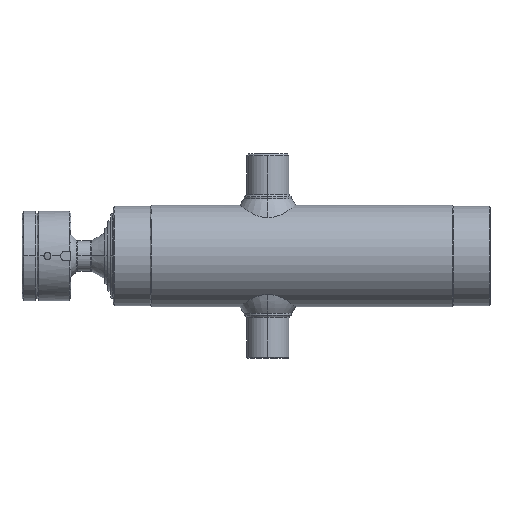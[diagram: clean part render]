
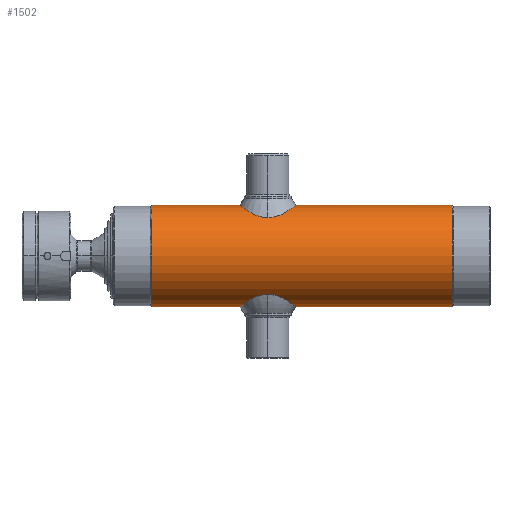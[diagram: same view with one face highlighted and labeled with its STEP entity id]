
A CAD part, left-side view. The second image highlights one B-rep face of the part: STEP entity #1502.
In plain terms, the highlighted cylindrical face has radius 54 mm (diameter 108 mm), a partial arc.
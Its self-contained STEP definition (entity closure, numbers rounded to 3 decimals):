
#66 = CARTESIAN_POINT ( 'NONE',  ( -5.616, 238.121, 53.707 ) ) ;
#97 = ORIENTED_EDGE ( 'NONE', *, *, #7336, .F. ) ;
#118 = CIRCLE ( 'NONE', #2441, 54. ) ;
#122 = CARTESIAN_POINT ( 'NONE',  ( -5.205, 239.009, 53.749 ) ) ;
#155 = VERTEX_POINT ( 'NONE', #1215 ) ;
#163 = CARTESIAN_POINT ( 'NONE',  ( -1.942, 230.31, 53.966 ) ) ;
#205 = CARTESIAN_POINT ( 'NONE',  ( -6., 236.401, 53.666 ) ) ;
#260 = CARTESIAN_POINT ( 'NONE',  ( -5.96, 236.791, 53.67 ) ) ;
#423 = ORIENTED_EDGE ( 'NONE', *, *, #6217, .F. ) ;
#573 = VECTOR ( 'NONE', #2450, 1000. ) ;
#577 = ORIENTED_EDGE ( 'NONE', *, *, #9042, .T. ) ;
#607 = DIRECTION ( 'NONE',  ( 0., 0., 1. ) ) ;
#700 = CARTESIAN_POINT ( 'NONE',  ( 0., 40., 0. ) ) ;
#753 = CARTESIAN_POINT ( 'NONE',  ( -0.781, 241.962, 53.996 ) ) ;
#907 = CARTESIAN_POINT ( 'NONE',  ( -3.668, 231.235, 53.876 ) ) ;
#949 = CARTESIAN_POINT ( 'NONE',  ( -4.77, 239.661, 53.789 ) ) ;
#993 = CARTESIAN_POINT ( 'NONE',  ( -5.394, 233.342, 53.73 ) ) ;
#1215 = CARTESIAN_POINT ( 'NONE',  ( 0., 40., 54. ) ) ;
#1502 = ADVANCED_FACE ( 'NONE', ( #1607 ), #4623, .T. ) ;
#1569 = CARTESIAN_POINT ( 'NONE',  ( -0.397, 230., 54. ) ) ;
#1607 = FACE_OUTER_BOUND ( 'NONE', #5291, .T. ) ;
#1616 = CARTESIAN_POINT ( 'NONE',  ( -3.169, 241.099, 53.907 ) ) ;
#1649 = DIRECTION ( 'NONE',  ( 0., 1., 0. ) ) ;
#1676 = CARTESIAN_POINT ( 'NONE',  ( -3.661, 240.77, 53.877 ) ) ;
#1725 = CARTESIAN_POINT ( 'NONE',  ( -4.516, 239.969, 53.812 ) ) ;
#1832 = AXIS2_PLACEMENT_3D ( 'NONE', #6732, #1649, #3131 ) ;
#1956 = LINE ( 'NONE', #7382, #6202 ) ;
#2327 = CARTESIAN_POINT ( 'NONE',  ( -1.931, 241.684, 53.966 ) ) ;
#2373 = CARTESIAN_POINT ( 'NONE',  ( -6., 235.608, 53.666 ) ) ;
#2441 = AXIS2_PLACEMENT_3D ( 'NONE', #700, #4478, #607 ) ;
#2450 = DIRECTION ( 'NONE',  ( 0., 1., 0. ) ) ;
#2512 = CARTESIAN_POINT ( 'NONE',  ( -3.969, 231.484, 53.855 ) ) ;
#2938 = LINE ( 'NONE', #4465, #573 ) ;
#3048 = CARTESIAN_POINT ( 'NONE',  ( -2.299, 241.552, 53.952 ) ) ;
#3131 = DIRECTION ( 'NONE',  ( 0., 0., 1. ) ) ;
#3152 = CARTESIAN_POINT ( 'NONE',  ( -5.962, 235.218, 53.67 ) ) ;
#3188 = CARTESIAN_POINT ( 'NONE',  ( -5.846, 237.366, 53.683 ) ) ;
#3241 = CARTESIAN_POINT ( 'NONE',  ( -5.39, 238.665, 53.731 ) ) ;
#3289 = CARTESIAN_POINT ( 'NONE',  ( 0., 610.194, -54. ) ) ;
#3359 = EDGE_CURVE ( 'NONE', #155, #5059, #1956, .T. ) ;
#3369 = VERTEX_POINT ( 'NONE', #4365 ) ;
#3555 = VERTEX_POINT ( 'NONE', #8472 ) ;
#3740 = CARTESIAN_POINT ( 'NONE',  ( -1.362, 241.847, 53.983 ) ) ;
#3896 = CARTESIAN_POINT ( 'NONE',  ( -3.176, 230.906, 53.907 ) ) ;
#3939 = DIRECTION ( 'NONE',  ( 0., 0., 1. ) ) ;
#3950 = CARTESIAN_POINT ( 'NONE',  ( -5.21, 232.998, 53.749 ) ) ;
#4090 = CARTESIAN_POINT ( 'NONE',  ( 0., 360., 54. ) ) ;
#4365 = CARTESIAN_POINT ( 'NONE',  ( 0., 242., 54. ) ) ;
#4465 = CARTESIAN_POINT ( 'NONE',  ( 0., 610.194, 54. ) ) ;
#4478 = DIRECTION ( 'NONE',  ( 0., 1., 0. ) ) ;
#4623 = CYLINDRICAL_SURFACE ( 'NONE', #7411, 54. ) ;
#4631 = CARTESIAN_POINT ( 'NONE',  ( 0., 230., 54. ) ) ;
#4733 = CARTESIAN_POINT ( 'NONE',  ( -2.483, 230.535, 53.943 ) ) ;
#4936 = ORIENTED_EDGE ( 'NONE', *, *, #3359, .T. ) ;
#5059 = VERTEX_POINT ( 'NONE', #8890 ) ;
#5291 = EDGE_LOOP ( 'NONE', ( #97, #8589, #4936, #423, #577, #5860 ) ) ;
#5310 = CARTESIAN_POINT ( 'NONE',  ( -1.565, 230.194, 53.979 ) ) ;
#5352 = CARTESIAN_POINT ( 'NONE',  ( -2.999, 241.2, 53.917 ) ) ;
#5394 = CARTESIAN_POINT ( 'NONE',  ( -4.522, 232.037, 53.811 ) ) ;
#5722 = CIRCLE ( 'NONE', #1832, 54. ) ;
#5791 = B_SPLINE_CURVE_WITH_KNOTS ( 'NONE', 3,
 ( #7395, #9671, #753, #3740, #8989, #2327, #3048, #9040, #5352, #1616, #1676, #6021, #1725, #949, #122, #3241, #66, #7693, #8341, #3188, #260, #205, #2373, #3152, #6163, #6852, #6895, #6940, #993, #3950, #6216, #5394, #2512, #907, #3896, #9132, #8294, #4733, #163, #5310, #6797, #1569, #4631 ),
 .UNSPECIFIED., .F., .F.,
 ( 4, 2, 2, 1, 2, 2, 2, 2, 2, 2, 2, 2, 2, 2, 2, 2, 2, 2, 2, 2, 2, 4 ),
 ( 0.019, 0.02, 0.021, 0.021, 0.022, 0.022, 0.023, 0.025, 0.026, 0.026, 0.027, 0.028, 0.029, 0.03, 0.031, 0.032, 0.033, 0.034, 0.035, 0.035, 0.036, 0.038 ),
 .UNSPECIFIED. ) ;
#5851 = DIRECTION ( 'NONE',  ( 0., 1., 0. ) ) ;
#5860 = ORIENTED_EDGE ( 'NONE', *, *, #7833, .F. ) ;
#6021 = CARTESIAN_POINT ( 'NONE',  ( -3.963, 240.522, 53.855 ) ) ;
#6111 = DIRECTION ( 'NONE',  ( 0., 1., 0. ) ) ;
#6163 = CARTESIAN_POINT ( 'NONE',  ( -5.848, 234.642, 53.682 ) ) ;
#6202 = VECTOR ( 'NONE', #5851, 1000. ) ;
#6216 = CARTESIAN_POINT ( 'NONE',  ( -4.775, 232.346, 53.789 ) ) ;
#6217 = EDGE_CURVE ( 'NONE', #3369, #5059, #5791, .T. ) ;
#6327 = VERTEX_POINT ( 'NONE', #4090 ) ;
#6548 = CARTESIAN_POINT ( 'NONE',  ( 0., 40., -54. ) ) ;
#6732 = CARTESIAN_POINT ( 'NONE',  ( 0., 360., 0. ) ) ;
#6797 = CARTESIAN_POINT ( 'NONE',  ( -0.789, 230.039, 53.996 ) ) ;
#6852 = CARTESIAN_POINT ( 'NONE',  ( -5.8, 234.452, 53.688 ) ) ;
#6895 = CARTESIAN_POINT ( 'NONE',  ( -5.686, 234.075, 53.7 ) ) ;
#6940 = CARTESIAN_POINT ( 'NONE',  ( -5.619, 233.888, 53.707 ) ) ;
#6963 = VECTOR ( 'NONE', #7049, 1000. ) ;
#7049 = DIRECTION ( 'NONE',  ( 0., 1., 0. ) ) ;
#7144 = LINE ( 'NONE', #3289, #6963 ) ;
#7336 = EDGE_CURVE ( 'NONE', #9018, #3555, #7144, .T. ) ;
#7382 = CARTESIAN_POINT ( 'NONE',  ( 0., 610.194, 54. ) ) ;
#7395 = CARTESIAN_POINT ( 'NONE',  ( 0., 242., 54. ) ) ;
#7411 = AXIS2_PLACEMENT_3D ( 'NONE', #7581, #6111, #3939 ) ;
#7581 = CARTESIAN_POINT ( 'NONE',  ( 0., 610.194, 0. ) ) ;
#7693 = CARTESIAN_POINT ( 'NONE',  ( -5.683, 237.933, 53.7 ) ) ;
#7833 = EDGE_CURVE ( 'NONE', #3555, #6327, #5722, .T. ) ;
#8294 = CARTESIAN_POINT ( 'NONE',  ( -2.66, 230.618, 53.935 ) ) ;
#8341 = CARTESIAN_POINT ( 'NONE',  ( -5.798, 237.556, 53.688 ) ) ;
#8472 = CARTESIAN_POINT ( 'NONE',  ( 0., 360., -54. ) ) ;
#8497 = EDGE_CURVE ( 'NONE', #9018, #155, #118, .T. ) ;
#8589 = ORIENTED_EDGE ( 'NONE', *, *, #8497, .T. ) ;
#8890 = CARTESIAN_POINT ( 'NONE',  ( 0., 230., 54. ) ) ;
#8989 = CARTESIAN_POINT ( 'NONE',  ( -1.555, 241.798, 53.978 ) ) ;
#9018 = VERTEX_POINT ( 'NONE', #6548 ) ;
#9040 = CARTESIAN_POINT ( 'NONE',  ( -2.653, 241.385, 53.935 ) ) ;
#9042 = EDGE_CURVE ( 'NONE', #3369, #6327, #2938, .T. ) ;
#9132 = CARTESIAN_POINT ( 'NONE',  ( -3.006, 230.804, 53.917 ) ) ;
#9671 = CARTESIAN_POINT ( 'NONE',  ( -0.392, 242., 54. ) ) ;
